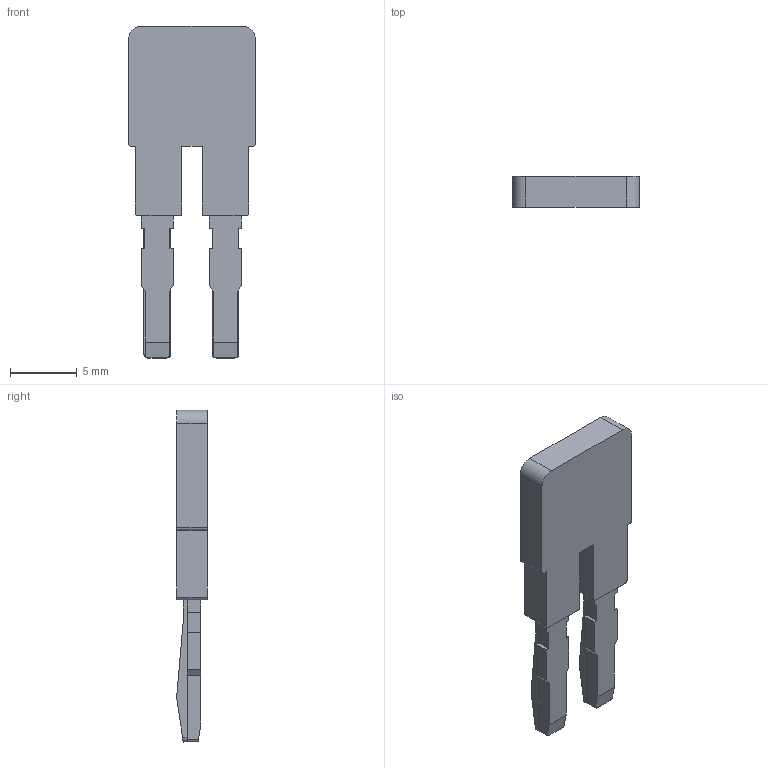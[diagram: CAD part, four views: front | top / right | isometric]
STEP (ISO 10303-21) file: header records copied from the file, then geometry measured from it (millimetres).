
FILE_DESCRIPTION(/* description */ ('Unknown'),/* implementation_level */ '2;1');
FILE_NAME(/* name */ 'JSSB-02-05_BKF-RO',/* time_stamp */ '2024-10-31T09:46:10-03:00',/* author */ ('Unknown'),/* organization */ ('Unknown'),/* preprocessor_version */ 'ST-DEVELOPER v16.7',/* originating_system */ 'Solid Edge',/* authorisation */ 'Unknown');
FILE_SCHEMA (('AUTOMOTIVE_DESIGN {1 0 10303 214 3 1 1}'));
Length unit declared in the file: millimetre
Products named in the file (1): JSSB-02-05_BKF-RO
Bounding box: 9.5 x 2.3 x 24.84 mm (x, y, z)
Volume: 343.9 mm3; surface area: 528.1 mm2
Topology: 1 solids, 1 shells, 94 faces, 254 edges, 164 vertices
Faces by surface type: plane 78, cylinder 16
Entity records: 3592 total; most frequent: CARTESIAN_POINT 513, ORIENTED_EDGE 508, DIRECTION 484, EDGE_CURVE 254, LINE 214, VECTOR 214, VERTEX_POINT 164, AXIS2_PLACEMENT_3D 135
